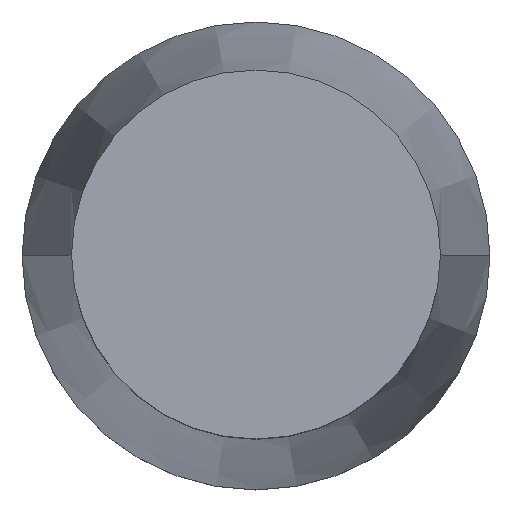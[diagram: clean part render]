
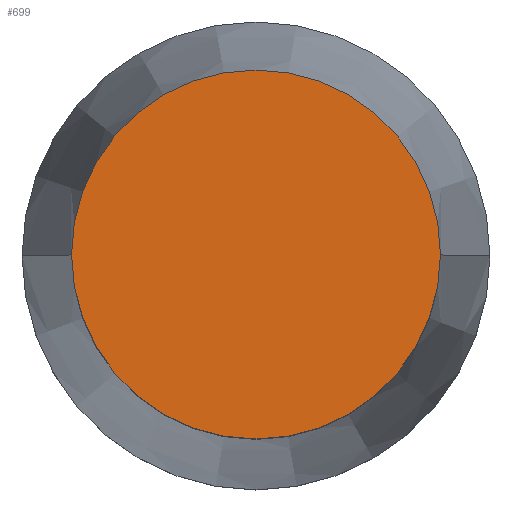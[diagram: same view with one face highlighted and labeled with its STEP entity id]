
A CAD part, top view. The second image highlights one B-rep face of the part: STEP entity #699.
In plain terms, the highlighted planar face has unit normal (0, 0, 1).
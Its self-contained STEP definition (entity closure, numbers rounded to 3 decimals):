
#10 = CARTESIAN_POINT ( 'NONE',  ( 10.25, 0., 0. ) ) ;
#138 = DIRECTION ( 'NONE',  ( 0., 0., 1. ) ) ;
#142 = EDGE_CURVE ( 'NONE', #543, #458, #206, .T. ) ;
#159 = ORIENTED_EDGE ( 'NONE', *, *, #142, .T. ) ;
#184 = CARTESIAN_POINT ( 'NONE',  ( 0., 0., 0. ) ) ;
#196 = PLANE ( 'NONE',  #223 ) ;
#206 = CIRCLE ( 'NONE', #700, 10.25 ) ;
#223 = AXIS2_PLACEMENT_3D ( 'NONE', #703, #641, #474 ) ;
#255 = DIRECTION ( 'NONE',  ( 1., 0., 0. ) ) ;
#297 = EDGE_CURVE ( 'NONE', #458, #543, #571, .T. ) ;
#458 = VERTEX_POINT ( 'NONE', #726 ) ;
#474 = DIRECTION ( 'NONE',  ( -1., 0., 0. ) ) ;
#528 = ORIENTED_EDGE ( 'NONE', *, *, #297, .T. ) ;
#543 = VERTEX_POINT ( 'NONE', #10 ) ;
#564 = DIRECTION ( 'NONE',  ( 1., 0., 0. ) ) ;
#571 = CIRCLE ( 'NONE', #677, 10.25 ) ;
#584 = EDGE_LOOP ( 'NONE', ( #159, #528 ) ) ;
#641 = DIRECTION ( 'NONE',  ( 0., 0., -1. ) ) ;
#643 = FACE_OUTER_BOUND ( 'NONE', #584, .T. ) ;
#677 = AXIS2_PLACEMENT_3D ( 'NONE', #184, #736, #564 ) ;
#699 = ADVANCED_FACE ( 'NONE', ( #643 ), #196, .F. ) ;
#700 = AXIS2_PLACEMENT_3D ( 'NONE', #718, #138, #255 ) ;
#703 = CARTESIAN_POINT ( 'NONE',  ( 0., 0., 0. ) ) ;
#718 = CARTESIAN_POINT ( 'NONE',  ( 0., 0., 0. ) ) ;
#726 = CARTESIAN_POINT ( 'NONE',  ( -10.25, 0., 0. ) ) ;
#736 = DIRECTION ( 'NONE',  ( 0., 0., 1. ) ) ;
